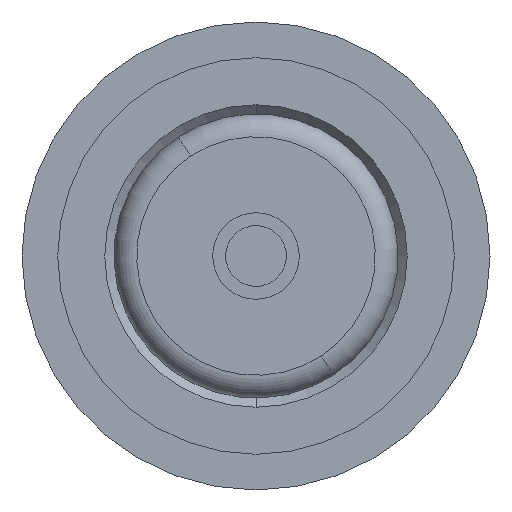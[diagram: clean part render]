
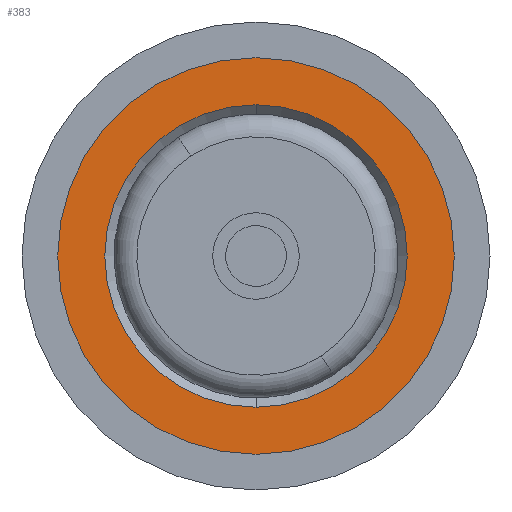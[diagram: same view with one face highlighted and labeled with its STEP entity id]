
A CAD part, front view. The second image highlights one B-rep face of the part: STEP entity #383.
In plain terms, the highlighted planar face has unit normal (0, -1, 0).
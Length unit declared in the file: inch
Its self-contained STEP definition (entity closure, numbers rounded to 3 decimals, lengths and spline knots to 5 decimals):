
#188 = ORIENTED_EDGE ( 'NONE', *, *, #462, .F. ) ;
#217 = ORIENTED_EDGE ( 'NONE', *, *, #329, .F. ) ;
#284 = ORIENTED_EDGE ( 'NONE', *, *, #464, .F. ) ;
#300 = ORIENTED_EDGE ( 'NONE', *, *, #342, .F. ) ;
#329 = EDGE_CURVE ( 'NONE', #1064, #1050, #1519, .T. ) ;
#342 = EDGE_CURVE ( 'NONE', #1050, #1064, #1530, .T. ) ;
#383 = ADVANCED_FACE ( 'NONE', ( #879, #937 ), #968, .F. ) ;
#462 = EDGE_CURVE ( 'NONE', #1951, #1982, #2136, .T. ) ;
#464 = EDGE_CURVE ( 'NONE', #1982, #1951, #2099, .T. ) ;
#533 = CARTESIAN_POINT ( 'NONE',  ( 0., 0., -0.0995 ) ) ;
#738 = AXIS2_PLACEMENT_3D ( 'NONE', #970, #958, #944 ) ;
#879 = FACE_OUTER_BOUND ( 'NONE', #1783, .T. ) ;
#937 = FACE_BOUND ( 'NONE', #1920, .T. ) ;
#944 = DIRECTION ( 'NONE',  ( 0., 0., 1. ) ) ;
#958 = DIRECTION ( 'NONE',  ( 0., 1., 0. ) ) ;
#968 = PLANE ( 'NONE',  #738 ) ;
#970 = CARTESIAN_POINT ( 'NONE',  ( -0.0995, 0., 0. ) ) ;
#990 = CARTESIAN_POINT ( 'NONE',  ( 0., 0., 0.0995 ) ) ;
#1050 = VERTEX_POINT ( 'NONE', #533 ) ;
#1064 = VERTEX_POINT ( 'NONE', #990 ) ;
#1103 = DIRECTION ( 'NONE',  ( 0., -1., 0. ) ) ;
#1120 = DIRECTION ( 'NONE',  ( 0., -1., 0. ) ) ;
#1148 = DIRECTION ( 'NONE',  ( 0., 0., -1. ) ) ;
#1196 = CARTESIAN_POINT ( 'NONE',  ( 0., 0., 0. ) ) ;
#1259 = CARTESIAN_POINT ( 'NONE',  ( 0., 0., 0. ) ) ;
#1280 = DIRECTION ( 'NONE',  ( 0., 0., -1. ) ) ;
#1487 = AXIS2_PLACEMENT_3D ( 'NONE', #1259, #1120, #1148 ) ;
#1511 = AXIS2_PLACEMENT_3D ( 'NONE', #1196, #1103, #1280 ) ;
#1519 = CIRCLE ( 'NONE', #1487, 0.0995 ) ;
#1530 = CIRCLE ( 'NONE', #1511, 0.0995 ) ;
#1572 = CARTESIAN_POINT ( 'NONE',  ( 0., 0., 0.1305 ) ) ;
#1573 = CARTESIAN_POINT ( 'NONE',  ( 0., 0., -0.1305 ) ) ;
#1616 = DIRECTION ( 'NONE',  ( 0., 1., 0. ) ) ;
#1619 = CARTESIAN_POINT ( 'NONE',  ( 0., 0., 0. ) ) ;
#1633 = DIRECTION ( 'NONE',  ( 0., 0., 1. ) ) ;
#1638 = DIRECTION ( 'NONE',  ( 0., 1., 0. ) ) ;
#1673 = CARTESIAN_POINT ( 'NONE',  ( 0., 0., 0. ) ) ;
#1680 = DIRECTION ( 'NONE',  ( 0., 0., 1. ) ) ;
#1783 = EDGE_LOOP ( 'NONE', ( #188, #284 ) ) ;
#1920 = EDGE_LOOP ( 'NONE', ( #300, #217 ) ) ;
#1951 = VERTEX_POINT ( 'NONE', #1572 ) ;
#1982 = VERTEX_POINT ( 'NONE', #1573 ) ;
#2088 = AXIS2_PLACEMENT_3D ( 'NONE', #1619, #1616, #1680 ) ;
#2099 = CIRCLE ( 'NONE', #2088, 0.1305 ) ;
#2131 = AXIS2_PLACEMENT_3D ( 'NONE', #1673, #1638, #1633 ) ;
#2136 = CIRCLE ( 'NONE', #2131, 0.1305 ) ;
